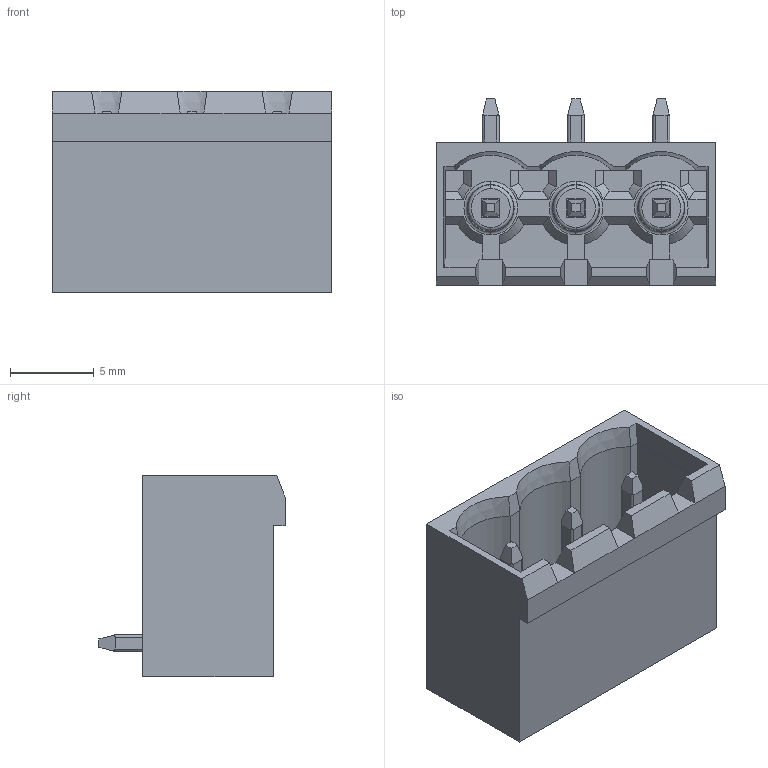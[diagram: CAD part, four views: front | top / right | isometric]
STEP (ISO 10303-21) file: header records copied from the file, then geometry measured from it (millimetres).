
FILE_DESCRIPTION((''),'2;1');
FILE_NAME('WJ2EDGRC-THT-508-03P','2017-03-16T',('QZY'),(''),'CREO PARAMETRIC BY PTC INC, 2014440','CREO PARAMETRIC BY PTC INC, 2014440','');
FILE_SCHEMA(('CONFIG_CONTROL_DESIGN'));
Length unit declared in the file: millimetre
Products named in the file (1): WJ2EDGRC-THT-508-03P
Bounding box: 16.64 x 11.1 x 12 mm (x, y, z)
Volume: 691.5 mm3; surface area: 1572 mm2
Topology: 1 solids, 1 shells, 290 faces, 767 edges, 485 vertices
Faces by surface type: plane 203, cylinder 42, cone 21, torus 18, sphere 6
Entity records: 9824 total; most frequent: CARTESIAN_POINT 1886, ORIENTED_EDGE 1522, DIRECTION 1380, EDGE_CURVE 761, VECTOR 530, LINE 530, VERTEX_POINT 485, AXIS2_PLACEMENT_3D 425
